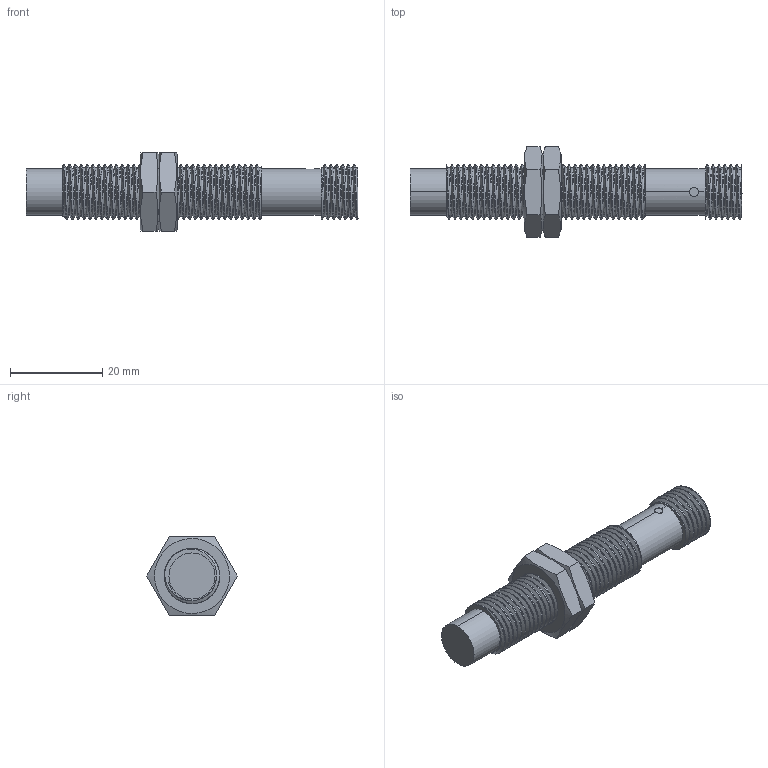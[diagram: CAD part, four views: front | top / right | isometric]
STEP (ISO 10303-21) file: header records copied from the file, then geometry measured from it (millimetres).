
FILE_DESCRIPTION (( 'STEP AP214' ), '1' );
FILE_NAME ('PXINDTLN12-08NO-E2_3D.STEP', '2022-11-14T20:40:27', ( '' ), ( '' ), 'SwSTEP 2.0', 'SolidWorks 2022', '' );
FILE_SCHEMA (( 'AUTOMOTIVE_DESIGN' ));
Length unit declared in the file: inch
Products named in the file (1): PXINDTLN12-08NO-E2_3D
Bounding box: 72 x 19.63 x 17 mm (x, y, z)
Volume: 7784.8 mm3; surface area: 4914 mm2
Topology: 2 solids, 2 shells, 121 faces, 334 edges, 224 vertices
Faces by surface type: cylinder 91, plane 20, bspline 10
Entity records: 20640 total; most frequent: CARTESIAN_POINT 16586, ORIENTED_EDGE 668, DIRECTION 358, EDGE_CURVE 334, VERTEX_POINT 224, EDGE_LOOP 130, AXIS2_PLACEMENT_3D 128, FACE_OUTER_BOUND 121
